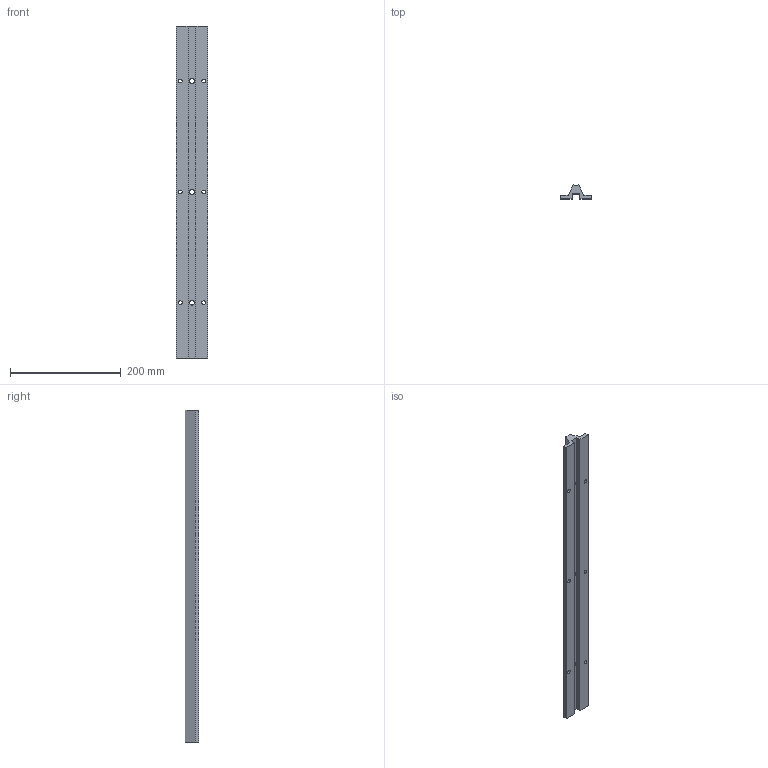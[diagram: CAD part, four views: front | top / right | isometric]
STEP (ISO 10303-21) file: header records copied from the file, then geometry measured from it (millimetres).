
FILE_DESCRIPTION(/* description */ ('niedrige Baureihe'),/* implementation_level */ '2;1');
FILE_NAME(/* name */ '150008-1.step',/* time_stamp */ '2021-08-11T14:56:24+02:00',/* author */ ('Praktikum'),/* organization */ (''),/* preprocessor_version */ 'ST-DEVELOPER v18.1',/* originating_system */ 'Autodesk Inventor 2021',/* authorisation */ '');
FILE_SCHEMA (('AUTOMOTIVE_DESIGN { 1 0 10303 214 3 1 1 }'));
Length unit declared in the file: millimetre
Products named in the file (1): 15-0008-1FZ.000
Bounding box: 57 x 24.6 x 599.5 mm (x, y, z)
Volume: 341156.7 mm3; surface area: 102641.4 mm2
Topology: 1 solids, 1 shells, 24 faces, 75 edges, 50 vertices
Faces by surface type: plane 15, cylinder 9
Full cylindrical faces by diameter (mm): 6.6 x6, 9 x3
Entity records: 920 total; most frequent: ORIENTED_EDGE 150, CARTESIAN_POINT 150, DIRECTION 149, EDGE_CURVE 75, LINE 51, VECTOR 51, VERTEX_POINT 50, AXIS2_PLACEMENT_3D 49
